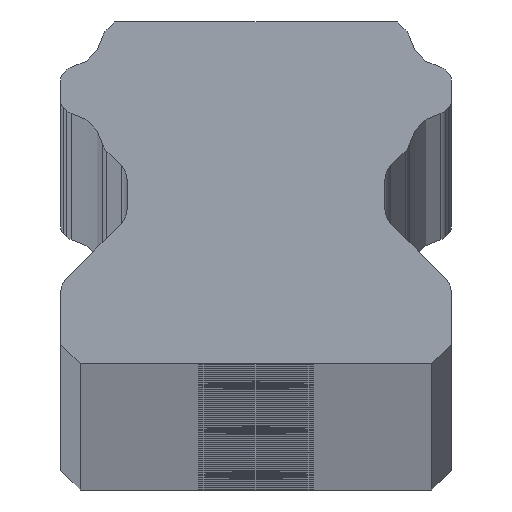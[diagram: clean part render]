
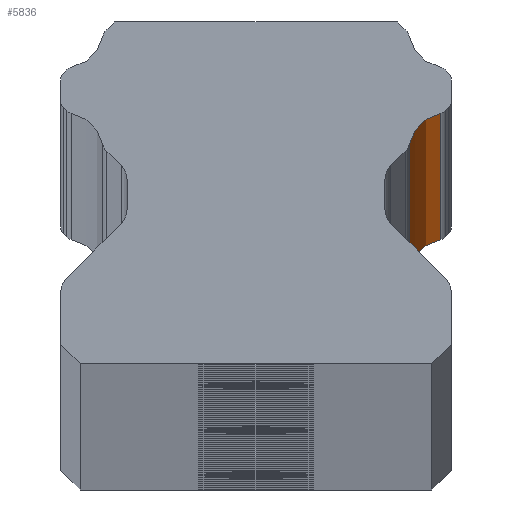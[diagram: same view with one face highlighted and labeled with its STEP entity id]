
A CAD part, top view. The second image highlights one B-rep face of the part: STEP entity #5836.
In plain terms, the highlighted cylindrical face has radius 2 mm (diameter 4 mm), a partial arc.
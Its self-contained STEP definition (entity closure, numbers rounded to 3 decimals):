
#586 = CARTESIAN_POINT ( 'NONE',  ( 7.847, -2.767, 1850. ) ) ;
#809 = EDGE_CURVE ( 'NONE', #6615, #10722, #8697, .T. ) ;
#842 = LINE ( 'NONE', #2667, #6973 ) ;
#856 = EDGE_CURVE ( 'NONE', #6615, #9970, #3633, .T. ) ;
#941 = EDGE_CURVE ( 'NONE', #10722, #3990, #842, .T. ) ;
#1043 = CARTESIAN_POINT ( 'NONE',  ( 7.847, -2.767, -1850. ) ) ;
#1289 = EDGE_CURVE ( 'NONE', #9970, #3990, #5212, .T. ) ;
#1557 = ORIENTED_EDGE ( 'NONE', *, *, #941, .F. ) ;
#1729 = CARTESIAN_POINT ( 'NONE',  ( 9.811, -3.146, 1850. ) ) ;
#1826 = ORIENTED_EDGE ( 'NONE', *, *, #809, .F. ) ;
#2554 = DIRECTION ( 'NONE',  ( 0., 0., -1. ) ) ;
#2667 = CARTESIAN_POINT ( 'NONE',  ( 9.432, -1.182, 1850. ) ) ;
#3633 = LINE ( 'NONE', #6742, #8564 ) ;
#3662 = FACE_OUTER_BOUND ( 'NONE', #7539, .T. ) ;
#3990 = VERTEX_POINT ( 'NONE', #8264 ) ;
#4178 = DIRECTION ( 'NONE',  ( -1., 0., 0. ) ) ;
#4229 = DIRECTION ( 'NONE',  ( 0., 0., -1. ) ) ;
#4265 = DIRECTION ( 'NONE',  ( -1., 0., 0. ) ) ;
#4753 = DIRECTION ( 'NONE',  ( 0., 0., -1. ) ) ;
#5212 = CIRCLE ( 'NONE', #10711, 2. ) ;
#5555 = CARTESIAN_POINT ( 'NONE',  ( 9.811, -3.146, 1850. ) ) ;
#5836 = ADVANCED_FACE ( 'NONE', ( #3662 ), #6193, .F. ) ;
#6193 = CYLINDRICAL_SURFACE ( 'NONE', #10161, 2. ) ;
#6615 = VERTEX_POINT ( 'NONE', #586 ) ;
#6742 = CARTESIAN_POINT ( 'NONE',  ( 7.847, -2.767, 1850. ) ) ;
#6769 = CARTESIAN_POINT ( 'NONE',  ( 9.811, -3.146, -1850. ) ) ;
#6959 = CARTESIAN_POINT ( 'NONE',  ( 9.432, -1.182, 1850. ) ) ;
#6973 = VECTOR ( 'NONE', #10306, 1000. ) ;
#7539 = EDGE_LOOP ( 'NONE', ( #7588, #1557, #1826, #9327 ) ) ;
#7588 = ORIENTED_EDGE ( 'NONE', *, *, #1289, .T. ) ;
#8264 = CARTESIAN_POINT ( 'NONE',  ( 9.432, -1.182, -1850. ) ) ;
#8457 = DIRECTION ( 'NONE',  ( 0., 0., -1. ) ) ;
#8564 = VECTOR ( 'NONE', #8457, 1000. ) ;
#8697 = CIRCLE ( 'NONE', #10595, 2. ) ;
#9327 = ORIENTED_EDGE ( 'NONE', *, *, #856, .T. ) ;
#9875 = DIRECTION ( 'NONE',  ( -1., 0., 0. ) ) ;
#9970 = VERTEX_POINT ( 'NONE', #1043 ) ;
#10161 = AXIS2_PLACEMENT_3D ( 'NONE', #5555, #4753, #9875 ) ;
#10306 = DIRECTION ( 'NONE',  ( 0., 0., -1. ) ) ;
#10595 = AXIS2_PLACEMENT_3D ( 'NONE', #1729, #2554, #4178 ) ;
#10711 = AXIS2_PLACEMENT_3D ( 'NONE', #6769, #4229, #4265 ) ;
#10722 = VERTEX_POINT ( 'NONE', #6959 ) ;
